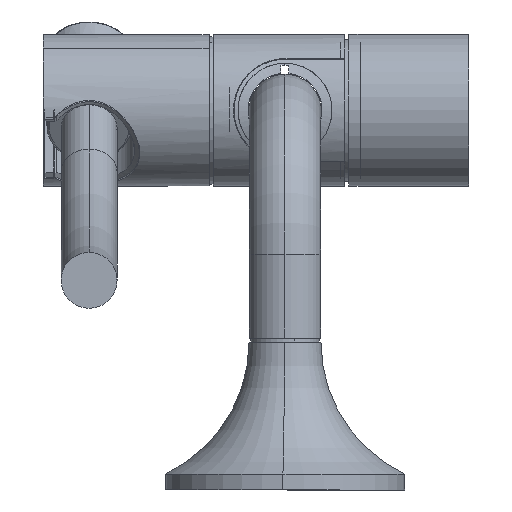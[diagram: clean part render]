
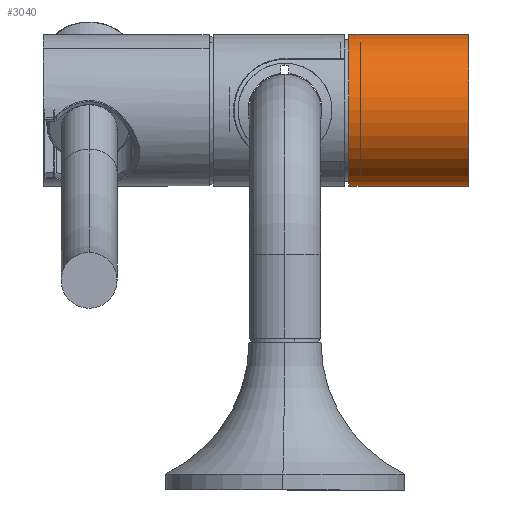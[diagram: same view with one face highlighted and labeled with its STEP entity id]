
A CAD part, front view. The second image highlights one B-rep face of the part: STEP entity #3040.
In plain terms, the highlighted cylindrical face has radius 19 mm (diameter 38 mm), a partial arc.
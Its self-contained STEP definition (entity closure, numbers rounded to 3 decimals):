
#83 = CARTESIAN_POINT ( 'NONE',  ( 0., -30., 0. ) ) ;
#419 = AXIS2_PLACEMENT_3D ( 'NONE', #5336, #1381, #3499 ) ;
#550 = VERTEX_POINT ( 'NONE', #1809 ) ;
#648 = ORIENTED_EDGE ( 'NONE', *, *, #2265, .F. ) ;
#728 = CARTESIAN_POINT ( 'NONE',  ( 0., -30., 19. ) ) ;
#795 = CARTESIAN_POINT ( 'NONE',  ( 0., -30., 19. ) ) ;
#845 = EDGE_CURVE ( 'NONE', #3248, #550, #1941, .T. ) ;
#980 = FACE_OUTER_BOUND ( 'NONE', #3703, .T. ) ;
#1286 = VECTOR ( 'NONE', #1757, 1000. ) ;
#1381 = DIRECTION ( 'NONE',  ( 0., 1., 0. ) ) ;
#1396 = DIRECTION ( 'NONE',  ( 0., 0., 1. ) ) ;
#1431 = DIRECTION ( 'NONE',  ( 0., 1., 0. ) ) ;
#1493 = VERTEX_POINT ( 'NONE', #795 ) ;
#1494 = AXIS2_PLACEMENT_3D ( 'NONE', #5062, #2460, #4184 ) ;
#1674 = VECTOR ( 'NONE', #2421, 1000. ) ;
#1700 = CYLINDRICAL_SURFACE ( 'NONE', #2330, 19. ) ;
#1757 = DIRECTION ( 'NONE',  ( 0., 1., 0. ) ) ;
#1796 = EDGE_CURVE ( 'NONE', #1493, #3248, #3390, .T. ) ;
#1809 = CARTESIAN_POINT ( 'NONE',  ( 0., 0., -19. ) ) ;
#1909 = CIRCLE ( 'NONE', #419, 19. ) ;
#1941 = LINE ( 'NONE', #2780, #1286 ) ;
#2265 = EDGE_CURVE ( 'NONE', #1493, #4439, #3910, .T. ) ;
#2330 = AXIS2_PLACEMENT_3D ( 'NONE', #83, #1431, #1396 ) ;
#2421 = DIRECTION ( 'NONE',  ( 0., 1., 0. ) ) ;
#2460 = DIRECTION ( 'NONE',  ( 0., 1., 0. ) ) ;
#2507 = EDGE_CURVE ( 'NONE', #4439, #550, #1909, .T. ) ;
#2780 = CARTESIAN_POINT ( 'NONE',  ( 0., -30., -19. ) ) ;
#3040 = ADVANCED_FACE ( 'NONE', ( #980 ), #1700, .T. ) ;
#3248 = VERTEX_POINT ( 'NONE', #4633 ) ;
#3390 = CIRCLE ( 'NONE', #1494, 19. ) ;
#3451 = ORIENTED_EDGE ( 'NONE', *, *, #1796, .T. ) ;
#3499 = DIRECTION ( 'NONE',  ( 0., 0., 1. ) ) ;
#3703 = EDGE_LOOP ( 'NONE', ( #3451, #4568, #5394, #648 ) ) ;
#3851 = CARTESIAN_POINT ( 'NONE',  ( 0., 0., 19. ) ) ;
#3910 = LINE ( 'NONE', #728, #1674 ) ;
#4184 = DIRECTION ( 'NONE',  ( 0., 0., 1. ) ) ;
#4439 = VERTEX_POINT ( 'NONE', #3851 ) ;
#4568 = ORIENTED_EDGE ( 'NONE', *, *, #845, .T. ) ;
#4633 = CARTESIAN_POINT ( 'NONE',  ( 0., -30., -19. ) ) ;
#5062 = CARTESIAN_POINT ( 'NONE',  ( 0., -30., 0. ) ) ;
#5336 = CARTESIAN_POINT ( 'NONE',  ( 0., 0., 0. ) ) ;
#5394 = ORIENTED_EDGE ( 'NONE', *, *, #2507, .F. ) ;
